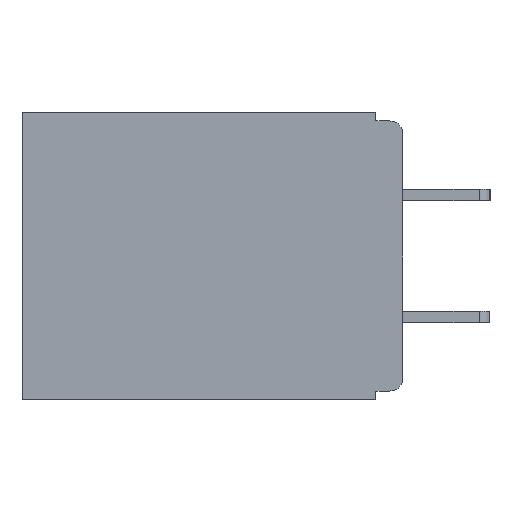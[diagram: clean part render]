
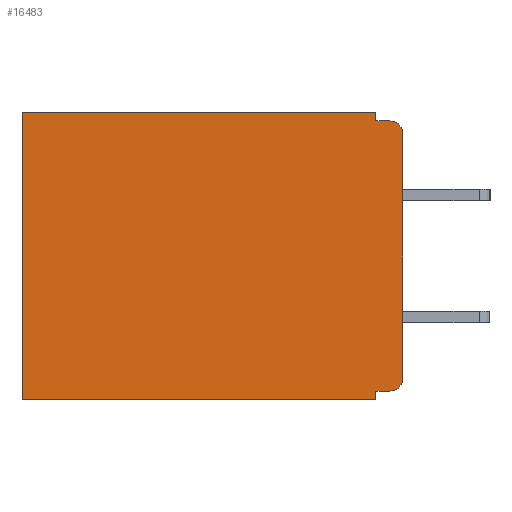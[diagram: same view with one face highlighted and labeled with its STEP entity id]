
A CAD part, left-side view. The second image highlights one B-rep face of the part: STEP entity #16483.
In plain terms, the highlighted planar face has unit normal (-1, 0, 0).
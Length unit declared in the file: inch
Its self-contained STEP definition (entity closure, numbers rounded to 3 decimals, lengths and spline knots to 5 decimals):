
#459 = VERTEX_POINT ( 'NONE', #8485 ) ;
#1613 = DIRECTION ( 'NONE',  ( 0., -1., 0. ) ) ;
#1706 = LINE ( 'NONE', #3357, #18926 ) ;
#1987 = LINE ( 'NONE', #4731, #14909 ) ;
#2050 = AXIS2_PLACEMENT_3D ( 'NONE', #6536, #6894, #12292 ) ;
#2600 = AXIS2_PLACEMENT_3D ( 'NONE', #19666, #9942, #21229 ) ;
#2780 = EDGE_CURVE ( 'NONE', #11727, #15745, #7502, .T. ) ;
#3357 = CARTESIAN_POINT ( 'NONE',  ( 0.3, 0., -0.01 ) ) ;
#3850 = LINE ( 'NONE', #4694, #16647 ) ;
#4087 = DIRECTION ( 'NONE',  ( 0., 0., -1. ) ) ;
#4220 = VERTEX_POINT ( 'NONE', #18436 ) ;
#4634 = DIRECTION ( 'NONE',  ( 0., 1., 0. ) ) ;
#4694 = CARTESIAN_POINT ( 'NONE',  ( 0.3, 0., -0.32 ) ) ;
#4731 = CARTESIAN_POINT ( 'NONE',  ( 0.3, 0., 0. ) ) ;
#4873 = VERTEX_POINT ( 'NONE', #17681 ) ;
#5540 = LINE ( 'NONE', #21194, #13927 ) ;
#5747 = CARTESIAN_POINT ( 'NONE',  ( 0.3, 0.015, -0.025 ) ) ;
#5770 = ORIENTED_EDGE ( 'NONE', *, *, #8109, .F. ) ;
#6150 = EDGE_CURVE ( 'NONE', #15053, #4873, #7236, .T. ) ;
#6367 = EDGE_CURVE ( 'NONE', #11233, #4220, #11921, .T. ) ;
#6536 = CARTESIAN_POINT ( 'NONE',  ( 0.3, 0.015, -0.305 ) ) ;
#6573 = ORIENTED_EDGE ( 'NONE', *, *, #7482, .T. ) ;
#6593 = DIRECTION ( 'NONE',  ( 0., 0., -1. ) ) ;
#6894 = DIRECTION ( 'NONE',  ( -1., 0., 0. ) ) ;
#6910 = EDGE_LOOP ( 'NONE', ( #17897, #13619, #12600, #19629, #6573, #7401, #11306, #18898, #5770, #9720 ) ) ;
#7159 = CARTESIAN_POINT ( 'NONE',  ( 0.3, 0.437, 0. ) ) ;
#7236 = LINE ( 'NONE', #16337, #11144 ) ;
#7401 = ORIENTED_EDGE ( 'NONE', *, *, #14134, .T. ) ;
#7482 = EDGE_CURVE ( 'NONE', #11727, #13959, #1987, .T. ) ;
#7488 = DIRECTION ( 'NONE',  ( 0., 0., -1. ) ) ;
#7502 = LINE ( 'NONE', #11751, #11410 ) ;
#7716 = EDGE_CURVE ( 'NONE', #15745, #11089, #1706, .T. ) ;
#7817 = DIRECTION ( 'NONE',  ( 0., 1., 0. ) ) ;
#7848 = VECTOR ( 'NONE', #4087, 39.37008 ) ;
#8077 = DIRECTION ( 'NONE',  ( 0., 0., -1. ) ) ;
#8109 = EDGE_CURVE ( 'NONE', #11233, #459, #3850, .T. ) ;
#8221 = CARTESIAN_POINT ( 'NONE',  ( 0.3, 0.015, -0.01 ) ) ;
#8364 = CARTESIAN_POINT ( 'NONE',  ( 0.3, 0., -0.025 ) ) ;
#8485 = CARTESIAN_POINT ( 'NONE',  ( 0.3, 0.031, -0.32 ) ) ;
#8696 = EDGE_CURVE ( 'NONE', #459, #15053, #21097, .T. ) ;
#9569 = AXIS2_PLACEMENT_3D ( 'NONE', #5747, #17315, #7488 ) ;
#9720 = ORIENTED_EDGE ( 'NONE', *, *, #6367, .T. ) ;
#9871 = PLANE ( 'NONE',  #2600 ) ;
#9942 = DIRECTION ( 'NONE',  ( 1., 0., 0. ) ) ;
#10090 = CARTESIAN_POINT ( 'NONE',  ( 0.3, 0.031, -0.33 ) ) ;
#10595 = CIRCLE ( 'NONE', #9569, 0.015 ) ;
#10945 = CARTESIAN_POINT ( 'NONE',  ( 0.3, 0.437, -0.33 ) ) ;
#11089 = VERTEX_POINT ( 'NONE', #8221 ) ;
#11144 = VECTOR ( 'NONE', #7817, 39.37008 ) ;
#11233 = VERTEX_POINT ( 'NONE', #11873 ) ;
#11306 = ORIENTED_EDGE ( 'NONE', *, *, #6150, .F. ) ;
#11410 = VECTOR ( 'NONE', #8077, 39.37008 ) ;
#11727 = VERTEX_POINT ( 'NONE', #13220 ) ;
#11751 = CARTESIAN_POINT ( 'NONE',  ( 0.3, 0.031, 0. ) ) ;
#11873 = CARTESIAN_POINT ( 'NONE',  ( 0.3, 0.015, -0.32 ) ) ;
#11921 = CIRCLE ( 'NONE', #2050, 0.015 ) ;
#12292 = DIRECTION ( 'NONE',  ( 0., 0., -1. ) ) ;
#12600 = ORIENTED_EDGE ( 'NONE', *, *, #7716, .F. ) ;
#13220 = CARTESIAN_POINT ( 'NONE',  ( 0.3, 0.031, 0. ) ) ;
#13619 = ORIENTED_EDGE ( 'NONE', *, *, #20409, .T. ) ;
#13927 = VECTOR ( 'NONE', #19625, 39.37008 ) ;
#13959 = VERTEX_POINT ( 'NONE', #7159 ) ;
#14134 = EDGE_CURVE ( 'NONE', #13959, #4873, #20800, .T. ) ;
#14780 = CARTESIAN_POINT ( 'NONE',  ( 0.3, 0.031, -0.33 ) ) ;
#14909 = VECTOR ( 'NONE', #4634, 39.37008 ) ;
#15053 = VERTEX_POINT ( 'NONE', #10090 ) ;
#15745 = VERTEX_POINT ( 'NONE', #16782 ) ;
#16337 = CARTESIAN_POINT ( 'NONE',  ( 0.3, 0., -0.33 ) ) ;
#16348 = DIRECTION ( 'NONE',  ( 0., 1., 0. ) ) ;
#16442 = FACE_OUTER_BOUND ( 'NONE', #6910, .T. ) ;
#16483 = ADVANCED_FACE ( 'NONE', ( #16442 ), #9871, .F. ) ;
#16647 = VECTOR ( 'NONE', #16348, 39.37008 ) ;
#16782 = CARTESIAN_POINT ( 'NONE',  ( 0.3, 0.031, -0.01 ) ) ;
#16884 = VECTOR ( 'NONE', #6593, 39.37008 ) ;
#17315 = DIRECTION ( 'NONE',  ( -1., 0., 0. ) ) ;
#17655 = EDGE_CURVE ( 'NONE', #17712, #4220, #5540, .T. ) ;
#17681 = CARTESIAN_POINT ( 'NONE',  ( 0.3, 0.437, -0.33 ) ) ;
#17712 = VERTEX_POINT ( 'NONE', #8364 ) ;
#17897 = ORIENTED_EDGE ( 'NONE', *, *, #17655, .F. ) ;
#18436 = CARTESIAN_POINT ( 'NONE',  ( 0.3, 0., -0.305 ) ) ;
#18898 = ORIENTED_EDGE ( 'NONE', *, *, #8696, .F. ) ;
#18926 = VECTOR ( 'NONE', #1613, 39.37008 ) ;
#19625 = DIRECTION ( 'NONE',  ( 0., 0., -1. ) ) ;
#19629 = ORIENTED_EDGE ( 'NONE', *, *, #2780, .F. ) ;
#19666 = CARTESIAN_POINT ( 'NONE',  ( 0.3, 0., -0.33 ) ) ;
#20409 = EDGE_CURVE ( 'NONE', #17712, #11089, #10595, .T. ) ;
#20800 = LINE ( 'NONE', #10945, #7848 ) ;
#21097 = LINE ( 'NONE', #14780, #16884 ) ;
#21194 = CARTESIAN_POINT ( 'NONE',  ( 0.3, 0., -0.33 ) ) ;
#21229 = DIRECTION ( 'NONE',  ( 0., 0., -1. ) ) ;
